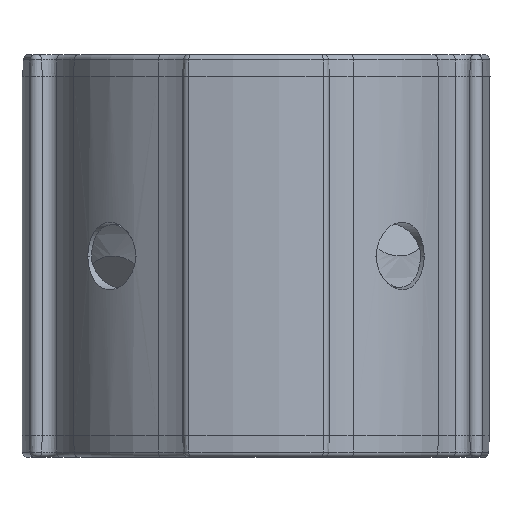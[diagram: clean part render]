
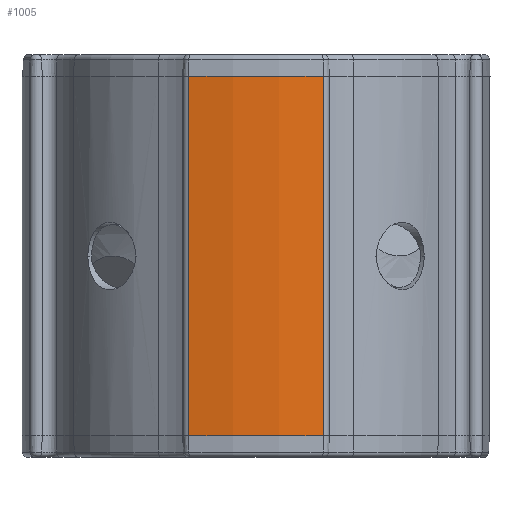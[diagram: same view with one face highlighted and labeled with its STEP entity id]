
A CAD part, front view. The second image highlights one B-rep face of the part: STEP entity #1005.
In plain terms, the highlighted cylindrical face has radius 28 mm (diameter 56 mm), a partial arc.
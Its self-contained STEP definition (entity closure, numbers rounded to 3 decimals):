
#168 = CARTESIAN_POINT ( 'NONE',  ( 6.18, -20.809, 33. ) ) ;
#169 = DIRECTION ( 'NONE',  ( 1., 0., 0. ) ) ;
#170 = DIRECTION ( 'NONE',  ( 0., 0., 1. ) ) ;
#171 = CARTESIAN_POINT ( 'NONE',  ( 0., 6.5, 33. ) ) ;
#172 = AXIS2_PLACEMENT_3D ( 'NONE', #171, #170, #169 ) ;
#173 = CIRCLE ( 'NONE', #172, 28. ) ;
#923 = VERTEX_POINT ( 'NONE', #3299 ) ;
#984 = EDGE_CURVE ( 'NONE', #1098, #923, #3549, .T. ) ;
#998 = ORIENTED_EDGE ( 'NONE', *, *, #984, .T. ) ;
#999 = ORIENTED_EDGE ( 'NONE', *, *, #1190, .F. ) ;
#1004 = EDGE_LOOP ( 'NONE', ( #998, #999, #1194, #1266 ) ) ;
#1005 = ADVANCED_FACE ( 'NONE', ( #3521 ), #3520, .T. ) ;
#1098 = VERTEX_POINT ( 'NONE', #3622 ) ;
#1135 = EDGE_CURVE ( 'NONE', #1151, #1098, #3854, .T. ) ;
#1151 = VERTEX_POINT ( 'NONE', #3918 ) ;
#1190 = EDGE_CURVE ( 'NONE', #5018, #923, #3790, .T. ) ;
#1194 = ORIENTED_EDGE ( 'NONE', *, *, #5017, .F. ) ;
#1266 = ORIENTED_EDGE ( 'NONE', *, *, #1135, .T. ) ;
#3299 = CARTESIAN_POINT ( 'NONE',  ( 6.18, -20.809, 0. ) ) ;
#3515 = DIRECTION ( 'NONE',  ( -1., 0., 0. ) ) ;
#3516 = DIRECTION ( 'NONE',  ( 0., 0., -1. ) ) ;
#3517 = CARTESIAN_POINT ( 'NONE',  ( 0., 6.5, 33. ) ) ;
#3518 = AXIS2_PLACEMENT_3D ( 'NONE', #3517, #3516, #3515 ) ;
#3520 = CYLINDRICAL_SURFACE ( 'NONE', #3518, 28. ) ;
#3521 = FACE_OUTER_BOUND ( 'NONE', #1004, .T. ) ;
#3545 = DIRECTION ( 'NONE',  ( 1., 0., 0. ) ) ;
#3546 = DIRECTION ( 'NONE',  ( 0., 0., 1. ) ) ;
#3547 = CARTESIAN_POINT ( 'NONE',  ( 0., 6.5, 0. ) ) ;
#3548 = AXIS2_PLACEMENT_3D ( 'NONE', #3547, #3546, #3545 ) ;
#3549 = CIRCLE ( 'NONE', #3548, 28. ) ;
#3622 = CARTESIAN_POINT ( 'NONE',  ( -6.18, -20.809, 0. ) ) ;
#3787 = DIRECTION ( 'NONE',  ( 0., 0., -1. ) ) ;
#3788 = VECTOR ( 'NONE', #3787, 1000. ) ;
#3789 = CARTESIAN_POINT ( 'NONE',  ( 6.18, -20.809, 33. ) ) ;
#3790 = LINE ( 'NONE', #3789, #3788 ) ;
#3818 = DIRECTION ( 'NONE',  ( 0., 0., -1. ) ) ;
#3819 = VECTOR ( 'NONE', #3818, 1000. ) ;
#3820 = CARTESIAN_POINT ( 'NONE',  ( -6.18, -20.809, 33. ) ) ;
#3854 = LINE ( 'NONE', #3820, #3819 ) ;
#3918 = CARTESIAN_POINT ( 'NONE',  ( -6.18, -20.809, 33. ) ) ;
#5017 = EDGE_CURVE ( 'NONE', #1151, #5018, #173, .T. ) ;
#5018 = VERTEX_POINT ( 'NONE', #168 ) ;
